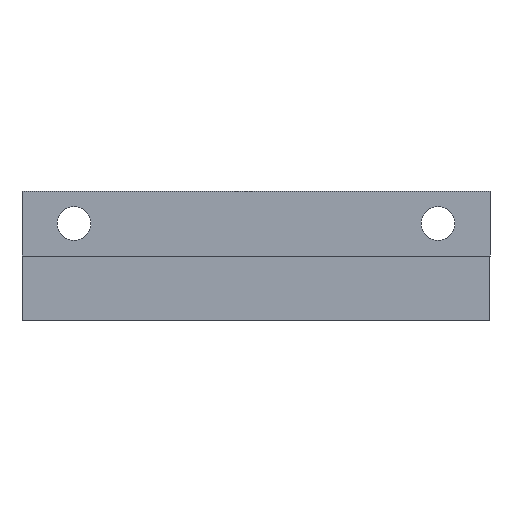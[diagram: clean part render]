
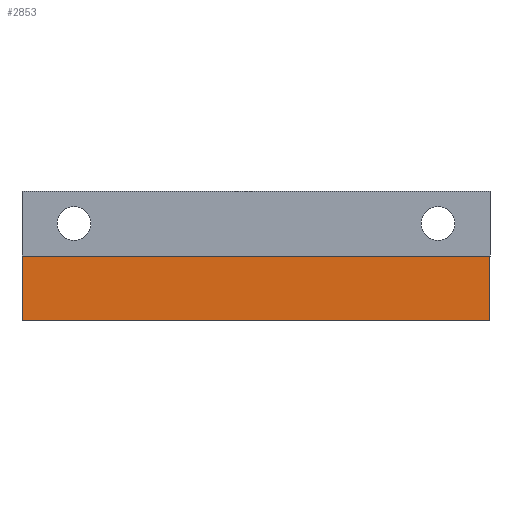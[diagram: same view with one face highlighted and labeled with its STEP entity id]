
A CAD part, front view. The second image highlights one B-rep face of the part: STEP entity #2853.
In plain terms, the highlighted planar face has unit normal (0, -1, 0).
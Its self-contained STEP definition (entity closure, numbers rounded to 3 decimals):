
#578 = PLANE('',#579);
#579 = AXIS2_PLACEMENT_3D('',#580,#581,#582);
#580 = CARTESIAN_POINT('',(16.556,3.5,0.));
#581 = DIRECTION('',(-0.,-0.,-1.));
#582 = DIRECTION('',(-1.,0.,0.));
#632 = PLANE('',#633);
#633 = AXIS2_PLACEMENT_3D('',#634,#635,#636);
#634 = CARTESIAN_POINT('',(16.556,3.5,10.));
#635 = DIRECTION('',(-0.,-0.,-1.));
#636 = DIRECTION('',(-1.,0.,0.));
#910 = VERTEX_POINT('',#911);
#911 = CARTESIAN_POINT('',(-19.444,-8.6,10.));
#925 = PLANE('',#926);
#926 = AXIS2_PLACEMENT_3D('',#927,#928,#929);
#927 = CARTESIAN_POINT('',(-19.444,3.858,5.163
    ));
#928 = DIRECTION('',(-1.,0.,0.));
#929 = DIRECTION('',(0.,0.,-1.));
#1078 = VERTEX_POINT('',#1079);
#1079 = CARTESIAN_POINT('',(52.556,-8.6,10.));
#1093 = PLANE('',#1094);
#1094 = AXIS2_PLACEMENT_3D('',#1095,#1096,#1097);
#1095 = CARTESIAN_POINT('',(52.556,3.858,
    5.163));
#1096 = DIRECTION('',(1.,0.,0.));
#1097 = DIRECTION('',(0.,0.,1.));
#1105 = EDGE_CURVE('',#910,#1078,#1106,.T.);
#1106 = SURFACE_CURVE('',#1107,(#1111,#1118),.PCURVE_S1.);
#1107 = LINE('',#1108,#1109);
#1108 = CARTESIAN_POINT('',(-19.444,-8.6,10.));
#1109 = VECTOR('',#1110,1.);
#1110 = DIRECTION('',(1.,0.,0.));
#1111 = PCURVE('',#632,#1112);
#1112 = DEFINITIONAL_REPRESENTATION('',(#1113),#1117);
#1113 = LINE('',#1114,#1115);
#1114 = CARTESIAN_POINT('',(36.,-12.1));
#1115 = VECTOR('',#1116,1.);
#1116 = DIRECTION('',(-1.,0.));
#1117 = ( GEOMETRIC_REPRESENTATION_CONTEXT(2) 
PARAMETRIC_REPRESENTATION_CONTEXT() REPRESENTATION_CONTEXT('2D SPACE',''
  ) );
#1118 = PCURVE('',#1119,#1124);
#1119 = PLANE('',#1120);
#1120 = AXIS2_PLACEMENT_3D('',#1121,#1122,#1123);
#1121 = CARTESIAN_POINT('',(16.556,-8.6,5.));
#1122 = DIRECTION('',(0.,-1.,0.));
#1123 = DIRECTION('',(0.,0.,-1.));
#1124 = DEFINITIONAL_REPRESENTATION('',(#1125),#1129);
#1125 = LINE('',#1126,#1127);
#1126 = CARTESIAN_POINT('',(-5.,-36.));
#1127 = VECTOR('',#1128,1.);
#1128 = DIRECTION('',(0.,1.));
#1129 = ( GEOMETRIC_REPRESENTATION_CONTEXT(2) 
PARAMETRIC_REPRESENTATION_CONTEXT() REPRESENTATION_CONTEXT('2D SPACE',''
  ) );
#2249 = VERTEX_POINT('',#2250);
#2250 = CARTESIAN_POINT('',(-19.444,-8.6,0.));
#2271 = EDGE_CURVE('',#2249,#910,#2272,.T.);
#2272 = SURFACE_CURVE('',#2273,(#2277,#2284),.PCURVE_S1.);
#2273 = LINE('',#2274,#2275);
#2274 = CARTESIAN_POINT('',(-19.444,-8.6,0.));
#2275 = VECTOR('',#2276,1.);
#2276 = DIRECTION('',(0.,0.,1.));
#2277 = PCURVE('',#925,#2278);
#2278 = DEFINITIONAL_REPRESENTATION('',(#2279),#2283);
#2279 = LINE('',#2280,#2281);
#2280 = CARTESIAN_POINT('',(5.163,12.458));
#2281 = VECTOR('',#2282,1.);
#2282 = DIRECTION('',(-1.,0.));
#2283 = ( GEOMETRIC_REPRESENTATION_CONTEXT(2) 
PARAMETRIC_REPRESENTATION_CONTEXT() REPRESENTATION_CONTEXT('2D SPACE',''
  ) );
#2284 = PCURVE('',#1119,#2285);
#2285 = DEFINITIONAL_REPRESENTATION('',(#2286),#2290);
#2286 = LINE('',#2287,#2288);
#2287 = CARTESIAN_POINT('',(5.,-36.));
#2288 = VECTOR('',#2289,1.);
#2289 = DIRECTION('',(-1.,0.));
#2290 = ( GEOMETRIC_REPRESENTATION_CONTEXT(2) 
PARAMETRIC_REPRESENTATION_CONTEXT() REPRESENTATION_CONTEXT('2D SPACE',''
  ) );
#2501 = VERTEX_POINT('',#2502);
#2502 = CARTESIAN_POINT('',(52.556,-8.6,0.));
#2523 = EDGE_CURVE('',#2249,#2501,#2524,.T.);
#2524 = SURFACE_CURVE('',#2525,(#2529,#2536),.PCURVE_S1.);
#2525 = LINE('',#2526,#2527);
#2526 = CARTESIAN_POINT('',(-19.444,-8.6,0.));
#2527 = VECTOR('',#2528,1.);
#2528 = DIRECTION('',(1.,0.,0.));
#2529 = PCURVE('',#578,#2530);
#2530 = DEFINITIONAL_REPRESENTATION('',(#2531),#2535);
#2531 = LINE('',#2532,#2533);
#2532 = CARTESIAN_POINT('',(36.,-12.1));
#2533 = VECTOR('',#2534,1.);
#2534 = DIRECTION('',(-1.,0.));
#2535 = ( GEOMETRIC_REPRESENTATION_CONTEXT(2) 
PARAMETRIC_REPRESENTATION_CONTEXT() REPRESENTATION_CONTEXT('2D SPACE',''
  ) );
#2536 = PCURVE('',#1119,#2537);
#2537 = DEFINITIONAL_REPRESENTATION('',(#2538),#2542);
#2538 = LINE('',#2539,#2540);
#2539 = CARTESIAN_POINT('',(5.,-36.));
#2540 = VECTOR('',#2541,1.);
#2541 = DIRECTION('',(0.,1.));
#2542 = ( GEOMETRIC_REPRESENTATION_CONTEXT(2) 
PARAMETRIC_REPRESENTATION_CONTEXT() REPRESENTATION_CONTEXT('2D SPACE',''
  ) );
#2853 = ADVANCED_FACE('',(#2854),#1119,.T.);
#2854 = FACE_BOUND('',#2855,.T.);
#2855 = EDGE_LOOP('',(#2856,#2857,#2878,#2879));
#2856 = ORIENTED_EDGE('',*,*,#2523,.T.);
#2857 = ORIENTED_EDGE('',*,*,#2858,.T.);
#2858 = EDGE_CURVE('',#2501,#1078,#2859,.T.);
#2859 = SURFACE_CURVE('',#2860,(#2864,#2871),.PCURVE_S1.);
#2860 = LINE('',#2861,#2862);
#2861 = CARTESIAN_POINT('',(52.556,-8.6,0.));
#2862 = VECTOR('',#2863,1.);
#2863 = DIRECTION('',(0.,0.,1.));
#2864 = PCURVE('',#1119,#2865);
#2865 = DEFINITIONAL_REPRESENTATION('',(#2866),#2870);
#2866 = LINE('',#2867,#2868);
#2867 = CARTESIAN_POINT('',(5.,36.));
#2868 = VECTOR('',#2869,1.);
#2869 = DIRECTION('',(-1.,0.));
#2870 = ( GEOMETRIC_REPRESENTATION_CONTEXT(2) 
PARAMETRIC_REPRESENTATION_CONTEXT() REPRESENTATION_CONTEXT('2D SPACE',''
  ) );
#2871 = PCURVE('',#1093,#2872);
#2872 = DEFINITIONAL_REPRESENTATION('',(#2873),#2877);
#2873 = LINE('',#2874,#2875);
#2874 = CARTESIAN_POINT('',(-5.163,12.458));
#2875 = VECTOR('',#2876,1.);
#2876 = DIRECTION('',(1.,0.));
#2877 = ( GEOMETRIC_REPRESENTATION_CONTEXT(2) 
PARAMETRIC_REPRESENTATION_CONTEXT() REPRESENTATION_CONTEXT('2D SPACE',''
  ) );
#2878 = ORIENTED_EDGE('',*,*,#1105,.F.);
#2879 = ORIENTED_EDGE('',*,*,#2271,.F.);
